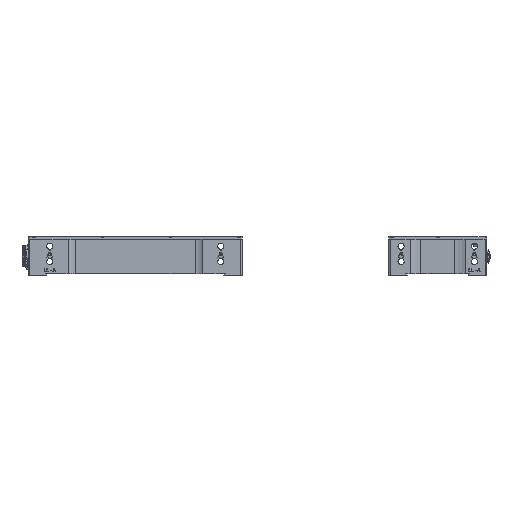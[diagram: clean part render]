
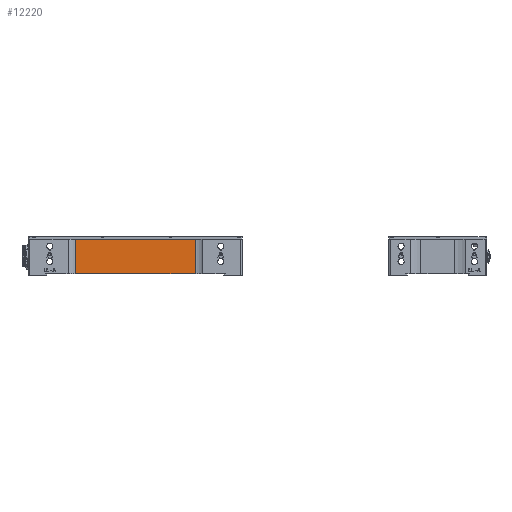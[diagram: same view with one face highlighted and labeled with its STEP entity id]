
A CAD part, front view. The second image highlights one B-rep face of the part: STEP entity #12220.
In plain terms, the highlighted planar face has unit normal (0, -1, 0).
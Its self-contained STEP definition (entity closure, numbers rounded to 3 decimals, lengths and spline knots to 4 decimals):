
#515 = VECTOR ( 'NONE', #52393, 39.3701 ) ;
#6603 = CARTESIAN_POINT ( 'NONE',  ( -9.825, -3.725, -0.8925 ) ) ;
#10545 = EDGE_CURVE ( 'NONE', #86140, #31472, #14978, .T. ) ;
#12220 = ADVANCED_FACE ( 'NONE', ( #21037 ), #26558, .T. ) ;
#14978 = LINE ( 'NONE', #69246, #78081 ) ;
#15423 = ORIENTED_EDGE ( 'NONE', *, *, #10545, .F. ) ;
#15465 = DIRECTION ( 'NONE',  ( 1., 0., 0. ) ) ;
#17122 = CARTESIAN_POINT ( 'NONE',  ( -9.825, -3.725, -0.9425 ) ) ;
#21037 = FACE_OUTER_BOUND ( 'NONE', #66931, .T. ) ;
#23850 = CARTESIAN_POINT ( 'NONE',  ( -4.925, -3.725, 0.5375 ) ) ;
#24334 = DIRECTION ( 'NONE',  ( 0., 0., 1. ) ) ;
#24693 = ORIENTED_EDGE ( 'NONE', *, *, #49793, .T. ) ;
#26558 = PLANE ( 'NONE',  #93861 ) ;
#26897 = DIRECTION ( 'NONE',  ( 1., 0., 0. ) ) ;
#28729 = EDGE_CURVE ( 'NONE', #41175, #86140, #29368, .T. ) ;
#29368 = LINE ( 'NONE', #17122, #85568 ) ;
#31472 = VERTEX_POINT ( 'NONE', #23850 ) ;
#33974 = VERTEX_POINT ( 'NONE', #79917 ) ;
#34049 = LINE ( 'NONE', #39698, #98404 ) ;
#38523 = CARTESIAN_POINT ( 'NONE',  ( -9.825, -3.725, -0.8925 ) ) ;
#39698 = CARTESIAN_POINT ( 'NONE',  ( -4.925, -3.725, -0.9425 ) ) ;
#41175 = VERTEX_POINT ( 'NONE', #38523 ) ;
#42843 = ORIENTED_EDGE ( 'NONE', *, *, #28729, .F. ) ;
#43600 = LINE ( 'NONE', #6603, #515 ) ;
#48187 = DIRECTION ( 'NONE',  ( 0., 0., 1. ) ) ;
#49635 = CARTESIAN_POINT ( 'NONE',  ( -9.825, -3.725, -0.9425 ) ) ;
#49793 = EDGE_CURVE ( 'NONE', #33974, #31472, #34049, .T. ) ;
#52393 = DIRECTION ( 'NONE',  ( 1., 0., 0. ) ) ;
#57520 = CARTESIAN_POINT ( 'NONE',  ( -9.825, -3.725, 0.5375 ) ) ;
#66931 = EDGE_LOOP ( 'NONE', ( #42843, #91509, #24693, #15423 ) ) ;
#69246 = CARTESIAN_POINT ( 'NONE',  ( -9.825, -3.725, 0.5375 ) ) ;
#72709 = DIRECTION ( 'NONE',  ( 0., -1., 0. ) ) ;
#78081 = VECTOR ( 'NONE', #15465, 39.3701 ) ;
#79917 = CARTESIAN_POINT ( 'NONE',  ( -4.925, -3.725, -0.8925 ) ) ;
#85274 = EDGE_CURVE ( 'NONE', #41175, #33974, #43600, .T. ) ;
#85568 = VECTOR ( 'NONE', #48187, 39.3701 ) ;
#86140 = VERTEX_POINT ( 'NONE', #57520 ) ;
#91509 = ORIENTED_EDGE ( 'NONE', *, *, #85274, .T. ) ;
#93861 = AXIS2_PLACEMENT_3D ( 'NONE', #49635, #72709, #26897 ) ;
#98404 = VECTOR ( 'NONE', #24334, 39.3701 ) ;
